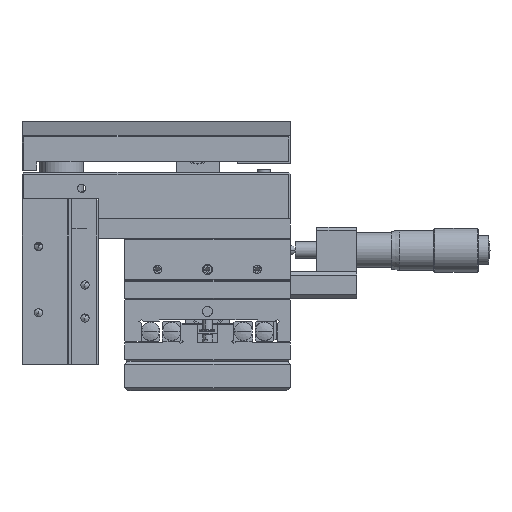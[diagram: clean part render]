
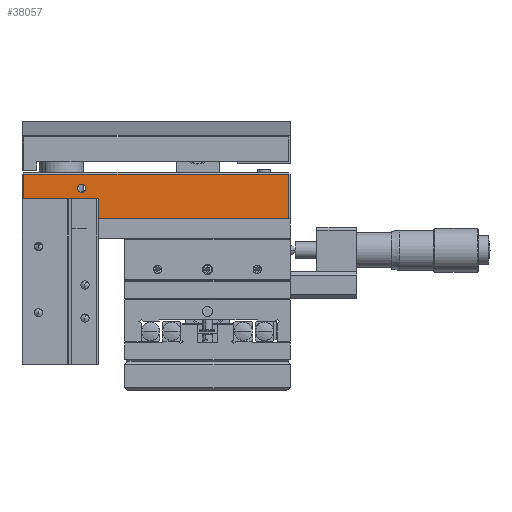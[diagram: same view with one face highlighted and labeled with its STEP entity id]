
A CAD part, left-side view. The second image highlights one B-rep face of the part: STEP entity #38057.
In plain terms, the highlighted planar face has unit normal (-1, 0, 0).
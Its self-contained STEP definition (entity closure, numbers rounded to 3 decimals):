
#604 = VERTEX_POINT ( 'NONE', #53351 ) ;
#1935 = CARTESIAN_POINT ( 'NONE',  ( -29.456, 35.209, 53.5 ) ) ;
#1984 = VERTEX_POINT ( 'NONE', #13253 ) ;
#3571 = CARTESIAN_POINT ( 'NONE',  ( -29.456, 57.909, 61.5 ) ) ;
#3608 = DIRECTION ( 'NONE',  ( -1., 0., 0. ) ) ;
#4029 = VERTEX_POINT ( 'NONE', #51610 ) ;
#4194 = ORIENTED_EDGE ( 'NONE', *, *, #12866, .F. ) ;
#4303 = LINE ( 'NONE', #3571, #23692 ) ;
#5339 = CARTESIAN_POINT ( 'NONE',  ( -29.456, 35.209, 47.5 ) ) ;
#6406 = FACE_BOUND ( 'NONE', #17663, .T. ) ;
#7509 = CARTESIAN_POINT ( 'NONE',  ( -29.456, 58.409, 47.5 ) ) ;
#7580 = CARTESIAN_POINT ( 'NONE',  ( -29.456, 40.409, 56.7 ) ) ;
#7784 = AXIS2_PLACEMENT_3D ( 'NONE', #26092, #32397, #45015 ) ;
#9595 = DIRECTION ( 'NONE',  ( 1., 0., 0. ) ) ;
#10617 = EDGE_CURVE ( 'NONE', #17068, #22303, #12476, .T. ) ;
#11405 = ORIENTED_EDGE ( 'NONE', *, *, #10617, .F. ) ;
#12280 = ORIENTED_EDGE ( 'NONE', *, *, #52575, .T. ) ;
#12476 = CIRCLE ( 'NONE', #7784, 1.25 ) ;
#12866 = EDGE_CURVE ( 'NONE', #4029, #604, #53569, .T. ) ;
#12982 = DIRECTION ( 'NONE',  ( 0., 0., -1. ) ) ;
#13253 = CARTESIAN_POINT ( 'NONE',  ( -29.456, 57.909, 61. ) ) ;
#14746 = EDGE_CURVE ( 'NONE', #53627, #4029, #20991, .T. ) ;
#17068 = VERTEX_POINT ( 'NONE', #23292 ) ;
#17663 = EDGE_LOOP ( 'NONE', ( #25798, #11405 ) ) ;
#18660 = DIRECTION ( 'NONE',  ( 0., 1., 0. ) ) ;
#20291 = LINE ( 'NONE', #43813, #43626 ) ;
#20571 = VECTOR ( 'NONE', #42072, 1000. ) ;
#20991 = LINE ( 'NONE', #1935, #44310 ) ;
#22303 = VERTEX_POINT ( 'NONE', #38123 ) ;
#23292 = CARTESIAN_POINT ( 'NONE',  ( -29.456, 40.409, 57.95 ) ) ;
#23692 = VECTOR ( 'NONE', #12982, 1000. ) ;
#24163 = EDGE_LOOP ( 'NONE', ( #37128, #27609, #4194, #36932, #12280, #40031 ) ) ;
#25798 = ORIENTED_EDGE ( 'NONE', *, *, #27940, .F. ) ;
#26092 = CARTESIAN_POINT ( 'NONE',  ( -29.456, 40.409, 56.7 ) ) ;
#27609 = ORIENTED_EDGE ( 'NONE', *, *, #29813, .T. ) ;
#27940 = EDGE_CURVE ( 'NONE', #22303, #17068, #32390, .T. ) ;
#27989 = CARTESIAN_POINT ( 'NONE',  ( -29.456, -22.091, 61. ) ) ;
#29420 = DIRECTION ( 'NONE',  ( 0., -1., 0. ) ) ;
#29813 = EDGE_CURVE ( 'NONE', #1984, #604, #4303, .T. ) ;
#31933 = VECTOR ( 'NONE', #29420, 1000. ) ;
#32390 = CIRCLE ( 'NONE', #42051, 1.25 ) ;
#32397 = DIRECTION ( 'NONE',  ( -1., 0., 0. ) ) ;
#32764 = EDGE_CURVE ( 'NONE', #44354, #50107, #45613, .T. ) ;
#34016 = VECTOR ( 'NONE', #40780, 1000. ) ;
#34910 = CARTESIAN_POINT ( 'NONE',  ( -29.456, 58.409, 61.5 ) ) ;
#36932 = ORIENTED_EDGE ( 'NONE', *, *, #14746, .F. ) ;
#37128 = ORIENTED_EDGE ( 'NONE', *, *, #41222, .T. ) ;
#37378 = CARTESIAN_POINT ( 'NONE',  ( -29.456, 58.409, 53.5 ) ) ;
#38057 = ADVANCED_FACE ( 'NONE', ( #6406, #51684 ), #47163, .F. ) ;
#38123 = CARTESIAN_POINT ( 'NONE',  ( -29.456, 40.409, 55.45 ) ) ;
#39379 = DIRECTION ( 'NONE',  ( 0., 0., 1. ) ) ;
#40031 = ORIENTED_EDGE ( 'NONE', *, *, #32764, .T. ) ;
#40758 = CARTESIAN_POINT ( 'NONE',  ( -29.456, -22.091, 47.5 ) ) ;
#40780 = DIRECTION ( 'NONE',  ( 0., 0., 1. ) ) ;
#41222 = EDGE_CURVE ( 'NONE', #50107, #1984, #20291, .T. ) ;
#42051 = AXIS2_PLACEMENT_3D ( 'NONE', #7580, #3608, #45372 ) ;
#42072 = DIRECTION ( 'NONE',  ( 0., 1., 0. ) ) ;
#42530 = DIRECTION ( 'NONE',  ( 0., 1., 0. ) ) ;
#43626 = VECTOR ( 'NONE', #18660, 1000. ) ;
#43813 = CARTESIAN_POINT ( 'NONE',  ( -29.456, 58.409, 61. ) ) ;
#44310 = VECTOR ( 'NONE', #39379, 1000. ) ;
#44354 = VERTEX_POINT ( 'NONE', #40758 ) ;
#44927 = CARTESIAN_POINT ( 'NONE',  ( -29.456, -22.091, 61.5 ) ) ;
#45015 = DIRECTION ( 'NONE',  ( 0., 0., -1. ) ) ;
#45372 = DIRECTION ( 'NONE',  ( 0., 0., -1. ) ) ;
#45493 = LINE ( 'NONE', #7509, #31933 ) ;
#45613 = LINE ( 'NONE', #44927, #34016 ) ;
#45721 = AXIS2_PLACEMENT_3D ( 'NONE', #34910, #9595, #42530 ) ;
#47163 = PLANE ( 'NONE',  #45721 ) ;
#50107 = VERTEX_POINT ( 'NONE', #27989 ) ;
#51610 = CARTESIAN_POINT ( 'NONE',  ( -29.456, 35.209, 53.5 ) ) ;
#51684 = FACE_OUTER_BOUND ( 'NONE', #24163, .T. ) ;
#52575 = EDGE_CURVE ( 'NONE', #53627, #44354, #45493, .T. ) ;
#53351 = CARTESIAN_POINT ( 'NONE',  ( -29.456, 57.909, 53.5 ) ) ;
#53569 = LINE ( 'NONE', #37378, #20571 ) ;
#53627 = VERTEX_POINT ( 'NONE', #5339 ) ;
